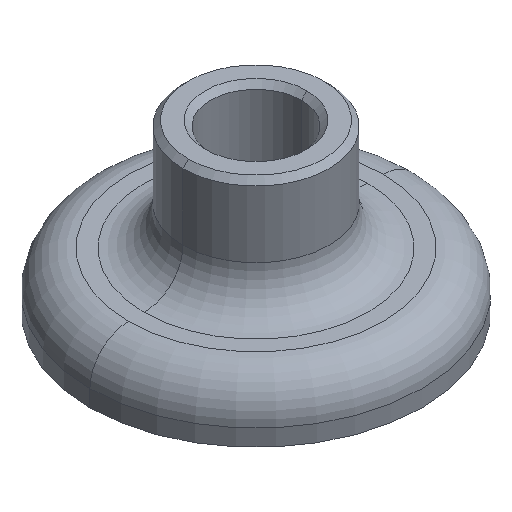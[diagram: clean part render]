
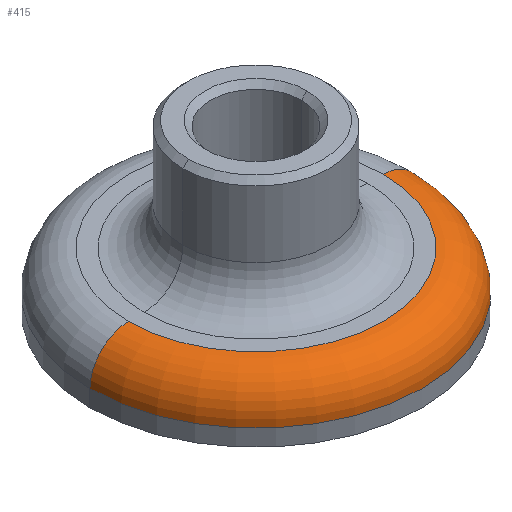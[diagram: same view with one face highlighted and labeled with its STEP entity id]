
A CAD part, isometric view. The second image highlights one B-rep face of the part: STEP entity #415.
In plain terms, the highlighted toroidal (fillet/blend) face has major radius 23 mm and minor radius 7 mm.
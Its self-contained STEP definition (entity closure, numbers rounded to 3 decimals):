
#2 = CARTESIAN_POINT ( 'NONE',  ( 23., 0., 10. ) ) ;
#6 = CARTESIAN_POINT ( 'NONE',  ( 23., 0., 3. ) ) ;
#19 = DIRECTION ( 'NONE',  ( 0., 0., 1. ) ) ;
#21 = ORIENTED_EDGE ( 'NONE', *, *, #366, .F. ) ;
#27 = ORIENTED_EDGE ( 'NONE', *, *, #487, .T. ) ;
#29 = CIRCLE ( 'NONE', #412, 23. ) ;
#36 = DIRECTION ( 'NONE',  ( 0., 0., -1. ) ) ;
#47 = FACE_OUTER_BOUND ( 'NONE', #247, .T. ) ;
#68 = VERTEX_POINT ( 'NONE', #2 ) ;
#91 = AXIS2_PLACEMENT_3D ( 'NONE', #465, #392, #463 ) ;
#110 = DIRECTION ( 'NONE',  ( 1., 0., 0. ) ) ;
#124 = DIRECTION ( 'NONE',  ( 0., 0., 1. ) ) ;
#128 = ORIENTED_EDGE ( 'NONE', *, *, #186, .F. ) ;
#146 = CIRCLE ( 'NONE', #91, 7. ) ;
#156 = AXIS2_PLACEMENT_3D ( 'NONE', #6, #310, #231 ) ;
#180 = VERTEX_POINT ( 'NONE', #225 ) ;
#186 = EDGE_CURVE ( 'NONE', #267, #180, #479, .T. ) ;
#208 = TOROIDAL_SURFACE ( 'NONE', #360, 23., 7. ) ;
#225 = CARTESIAN_POINT ( 'NONE',  ( -30., 0., 3. ) ) ;
#231 = DIRECTION ( 'NONE',  ( 0., 0., -1. ) ) ;
#247 = EDGE_LOOP ( 'NONE', ( #21, #128, #27, #297 ) ) ;
#267 = VERTEX_POINT ( 'NONE', #387 ) ;
#277 = CARTESIAN_POINT ( 'NONE',  ( 0., 0., 10. ) ) ;
#279 = CARTESIAN_POINT ( 'NONE',  ( 0., 0., 3. ) ) ;
#297 = ORIENTED_EDGE ( 'NONE', *, *, #330, .F. ) ;
#310 = DIRECTION ( 'NONE',  ( 0., -1., 0. ) ) ;
#324 = CARTESIAN_POINT ( 'NONE',  ( -23., 0., 10. ) ) ;
#330 = EDGE_CURVE ( 'NONE', #402, #68, #29, .T. ) ;
#352 = DIRECTION ( 'NONE',  ( 1., 0., 0. ) ) ;
#360 = AXIS2_PLACEMENT_3D ( 'NONE', #279, #19, #352 ) ;
#366 = EDGE_CURVE ( 'NONE', #180, #402, #146, .T. ) ;
#368 = AXIS2_PLACEMENT_3D ( 'NONE', #424, #36, #110 ) ;
#374 = CIRCLE ( 'NONE', #156, 7. ) ;
#387 = CARTESIAN_POINT ( 'NONE',  ( 30., 0., 3. ) ) ;
#392 = DIRECTION ( 'NONE',  ( 0., 1., 0. ) ) ;
#402 = VERTEX_POINT ( 'NONE', #324 ) ;
#407 = DIRECTION ( 'NONE',  ( 1., 0., 0. ) ) ;
#412 = AXIS2_PLACEMENT_3D ( 'NONE', #277, #124, #407 ) ;
#415 = ADVANCED_FACE ( 'NONE', ( #47 ), #208, .T. ) ;
#424 = CARTESIAN_POINT ( 'NONE',  ( 0., 0., 3. ) ) ;
#463 = DIRECTION ( 'NONE',  ( -1., 0., 0. ) ) ;
#465 = CARTESIAN_POINT ( 'NONE',  ( -23., 0., 3. ) ) ;
#479 = CIRCLE ( 'NONE', #368, 30. ) ;
#487 = EDGE_CURVE ( 'NONE', #267, #68, #374, .T. ) ;
